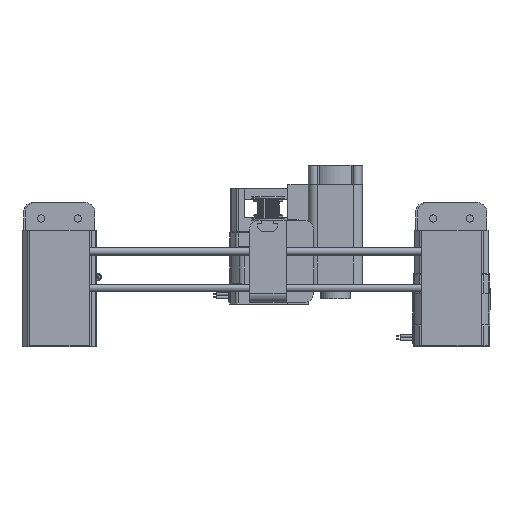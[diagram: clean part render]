
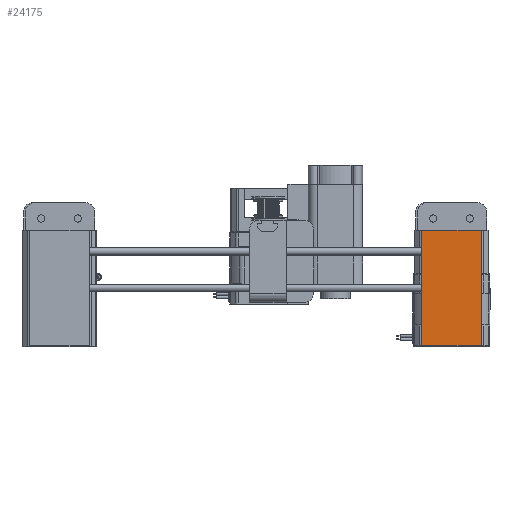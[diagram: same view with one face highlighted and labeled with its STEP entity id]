
A CAD part, left-side view. The second image highlights one B-rep face of the part: STEP entity #24175.
In plain terms, the highlighted planar face has unit normal (-1, 0, 0).
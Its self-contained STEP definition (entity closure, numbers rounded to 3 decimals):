
#1112=PLANE('',#26772);
#2251=FACE_OUTER_BOUND('',#3765,.T.);
#3765=EDGE_LOOP('',(#20208,#20209,#20210,#20211));
#7129=LINE('',#42369,#8962);
#7133=LINE('',#42377,#8966);
#7151=LINE('',#42438,#8984);
#7163=LINE('',#42486,#8996);
#8962=VECTOR('',#32713,10.);
#8966=VECTOR('',#32719,10.);
#8984=VECTOR('',#32765,10.);
#8996=VECTOR('',#32809,10.);
#11221=VERTEX_POINT('',#42367);
#11222=VERTEX_POINT('',#42368);
#11224=VERTEX_POINT('',#42374);
#11225=VERTEX_POINT('',#42376);
#14396=EDGE_CURVE('',#11221,#11222,#7129,.T.);
#14400=EDGE_CURVE('',#11224,#11225,#7133,.T.);
#14431=EDGE_CURVE('',#11224,#11221,#7151,.T.);
#14456=EDGE_CURVE('',#11225,#11222,#7163,.T.);
#20208=ORIENTED_EDGE('',*,*,#14431,.T.);
#20209=ORIENTED_EDGE('',*,*,#14396,.T.);
#20210=ORIENTED_EDGE('',*,*,#14456,.F.);
#20211=ORIENTED_EDGE('',*,*,#14400,.F.);
#24175=ADVANCED_FACE('',(#2251),#1112,.F.);
#26772=AXIS2_PLACEMENT_3D('',#42485,#32807,#32808);
#32713=DIRECTION('',(0.,-1.,0.));
#32719=DIRECTION('',(0.,-1.,0.));
#32765=DIRECTION('',(0.,0.,-1.));
#32807=DIRECTION('center_axis',(1.,0.,0.));
#32808=DIRECTION('ref_axis',(0.,0.,-1.));
#32809=DIRECTION('',(0.,0.,-1.));
#42367=CARTESIAN_POINT('',(-15.5,15.741,-3.369));
#42368=CARTESIAN_POINT('',(-15.5,-17.002,-3.369));
#42369=CARTESIAN_POINT('',(-15.5,-17.002,-3.369));
#42374=CARTESIAN_POINT('',(-15.5,15.741,59.631));
#42376=CARTESIAN_POINT('',(-15.5,-17.002,59.631));
#42377=CARTESIAN_POINT('',(-15.5,-17.002,59.631));
#42438=CARTESIAN_POINT('',(-15.5,15.741,59.631));
#42485=CARTESIAN_POINT('Origin',(-15.5,-17.002,35.631));
#42486=CARTESIAN_POINT('',(-15.5,-17.002,35.631));
